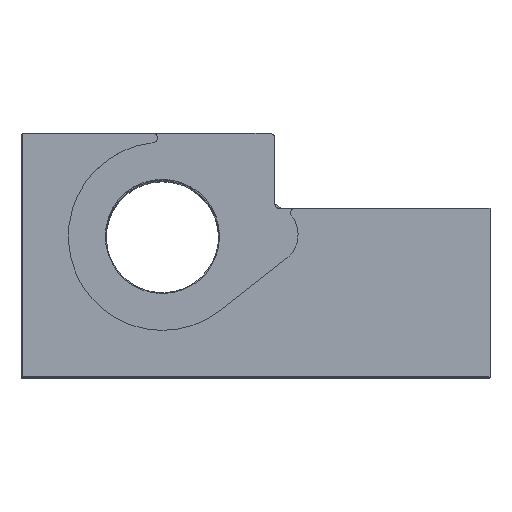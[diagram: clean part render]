
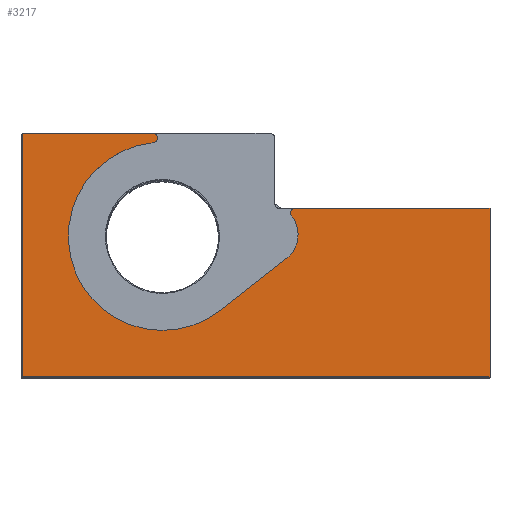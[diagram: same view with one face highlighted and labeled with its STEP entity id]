
A CAD part, top view. The second image highlights one B-rep face of the part: STEP entity #3217.
In plain terms, the highlighted planar face has unit normal (0, 0, 1).
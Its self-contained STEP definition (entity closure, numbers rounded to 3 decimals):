
#328=PLANE('',#3467);
#411=FACE_OUTER_BOUND('',#593,.T.);
#593=EDGE_LOOP('',(#2231,#2232,#2233,#2234,#2235,#2236,#2237,#2238,#2239,
#2240,#2241));
#796=LINE('',#4191,#1082);
#802=LINE('',#4205,#1088);
#803=LINE('',#4209,#1089);
#804=LINE('',#4213,#1090);
#805=LINE('',#4215,#1091);
#806=LINE('',#4217,#1092);
#807=LINE('',#4218,#1093);
#1082=VECTOR('',#3619,10.);
#1088=VECTOR('',#3629,10.);
#1089=VECTOR('',#3632,10.);
#1090=VECTOR('',#3635,10.);
#1091=VECTOR('',#3636,10.);
#1092=VECTOR('',#3637,10.);
#1093=VECTOR('',#3638,10.);
#1366=CIRCLE('',#3465,0.5);
#1367=CIRCLE('',#3468,3.2);
#1368=CIRCLE('',#3469,10.05);
#1369=CIRCLE('',#3470,0.5);
#1403=VERTEX_POINT('',#4182);
#1404=VERTEX_POINT('',#4184);
#1406=VERTEX_POINT('',#4190);
#1411=VERTEX_POINT('',#4202);
#1412=VERTEX_POINT('',#4204);
#1413=VERTEX_POINT('',#4206);
#1414=VERTEX_POINT('',#4208);
#1415=VERTEX_POINT('',#4210);
#1416=VERTEX_POINT('',#4212);
#1417=VERTEX_POINT('',#4214);
#1418=VERTEX_POINT('',#4216);
#1731=EDGE_CURVE('',#1403,#1404,#1366,.T.);
#1734=EDGE_CURVE('',#1406,#1404,#796,.T.);
#1740=EDGE_CURVE('',#1403,#1411,#1367,.T.);
#1741=EDGE_CURVE('',#1411,#1412,#802,.T.);
#1742=EDGE_CURVE('',#1412,#1413,#1368,.T.);
#1743=EDGE_CURVE('',#1413,#1414,#803,.T.);
#1744=EDGE_CURVE('',#1415,#1414,#1369,.T.);
#1745=EDGE_CURVE('',#1415,#1416,#804,.T.);
#1746=EDGE_CURVE('',#1416,#1417,#805,.T.);
#1747=EDGE_CURVE('',#1417,#1418,#806,.T.);
#1748=EDGE_CURVE('',#1418,#1406,#807,.T.);
#2231=ORIENTED_EDGE('',*,*,#1731,.F.);
#2232=ORIENTED_EDGE('',*,*,#1740,.T.);
#2233=ORIENTED_EDGE('',*,*,#1741,.T.);
#2234=ORIENTED_EDGE('',*,*,#1742,.T.);
#2235=ORIENTED_EDGE('',*,*,#1743,.T.);
#2236=ORIENTED_EDGE('',*,*,#1744,.F.);
#2237=ORIENTED_EDGE('',*,*,#1745,.T.);
#2238=ORIENTED_EDGE('',*,*,#1746,.T.);
#2239=ORIENTED_EDGE('',*,*,#1747,.T.);
#2240=ORIENTED_EDGE('',*,*,#1748,.T.);
#2241=ORIENTED_EDGE('',*,*,#1734,.T.);
#3217=ADVANCED_FACE('',(#411),#328,.T.);
#3465=AXIS2_PLACEMENT_3D('',#4185,#3613,#3614);
#3467=AXIS2_PLACEMENT_3D('',#4201,#3625,#3626);
#3468=AXIS2_PLACEMENT_3D('',#4203,#3627,#3628);
#3469=AXIS2_PLACEMENT_3D('',#4207,#3630,#3631);
#3470=AXIS2_PLACEMENT_3D('',#4211,#3633,#3634);
#3613=DIRECTION('center_axis',(0.,0.,-1.));
#3614=DIRECTION('ref_axis',(0.,-1.,0.));
#3619=DIRECTION('',(-1.,0.,0.));
#3625=DIRECTION('center_axis',(0.,0.,1.));
#3626=DIRECTION('ref_axis',(1.,0.,0.));
#3627=DIRECTION('center_axis',(0.,0.,-1.));
#3628=DIRECTION('ref_axis',(-0.619,0.786,0.));
#3629=DIRECTION('',(-0.786,-0.619,0.));
#3630=DIRECTION('center_axis',(0.,0.,-1.));
#3631=DIRECTION('ref_axis',(0.11,-0.994,0.));
#3632=DIRECTION('',(0.994,0.11,0.));
#3633=DIRECTION('center_axis',(0.,0.,-1.));
#3634=DIRECTION('ref_axis',(0.,1.,0.));
#3635=DIRECTION('',(-1.,0.,0.));
#3636=DIRECTION('',(0.,-1.,0.));
#3637=DIRECTION('',(1.,0.,0.));
#3638=DIRECTION('',(0.,1.,0.));
#4182=CARTESIAN_POINT('',(13.791,2.186,20.));
#4184=CARTESIAN_POINT('',(14.181,3.,20.));
#4185=CARTESIAN_POINT('Origin',(14.181,2.5,20.));
#4190=CARTESIAN_POINT('',(35.,3.,20.));
#4191=CARTESIAN_POINT('',(35.,3.,20.));
#4201=CARTESIAN_POINT('Origin',(6.535,-3.104,20.));
#4202=CARTESIAN_POINT('',(13.279,-2.334,20.));
#4203=CARTESIAN_POINT('Origin',(11.299,0.18,20.));
#4204=CARTESIAN_POINT('',(6.219,-7.895,20.));
#4205=CARTESIAN_POINT('',(13.279,-2.334,20.));
#4206=CARTESIAN_POINT('',(-1.109,9.989,20.));
#4207=CARTESIAN_POINT('Origin',(0.,0.,20.));
#4208=CARTESIAN_POINT('',(-0.979,10.003,20.));
#4209=CARTESIAN_POINT('',(-1.109,9.989,20.));
#4210=CARTESIAN_POINT('',(-1.034,11.,20.));
#4211=CARTESIAN_POINT('Origin',(-1.034,10.5,20.));
#4212=CARTESIAN_POINT('',(-15.,11.,20.));
#4213=CARTESIAN_POINT('',(12.,11.,20.));
#4214=CARTESIAN_POINT('',(-15.,-15.,20.));
#4215=CARTESIAN_POINT('',(-15.,11.,20.));
#4216=CARTESIAN_POINT('',(35.,-15.,20.));
#4217=CARTESIAN_POINT('',(-15.,-15.,20.));
#4218=CARTESIAN_POINT('',(35.,-15.,20.));
